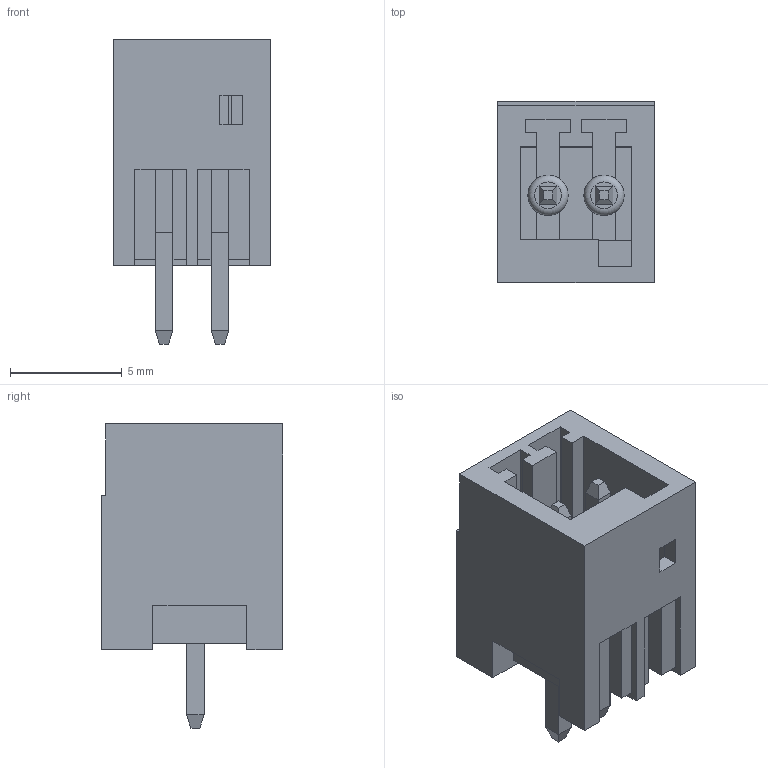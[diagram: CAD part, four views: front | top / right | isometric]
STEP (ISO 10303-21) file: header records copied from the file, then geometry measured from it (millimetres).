
FILE_DESCRIPTION( ( 'Unknown' ), '1' );
FILE_NAME( '691382000002.stp', 'Unknown', ( 'Unknown' ), ( 'Unknown' ), 'PSStep 17.0.49', 'Unknown', ' ' );
FILE_SCHEMA( ( 'AUTOMOTIVE_DESIGN { 1 0 10303 214 1 1 1 1 }' ) );
Length unit declared in the file: millimetre
Products named in the file (3): Assem1; 691382000002; 6913820000xx_PIN
Assembly tree (3 placements, depth 2):
  Assem1
    691382000002
    6913820000xx_PIN  x2
Bounding box: 7 x 8.1 x 13.6 mm (x, y, z)
Volume: 333.3 mm3; surface area: 849.7 mm2
Topology: 3 solids, 3 shells, 154 faces, 411 edges, 266 vertices
Faces by surface type: plane 150, cylinder 2, torus 2
Full cylindrical faces by diameter (mm): 1.8 x2
Entity records: 5487 total; most frequent: CARTESIAN_POINT 769, ORIENTED_EDGE 754, DIRECTION 677, EDGE_CURVE 377, LINE 365, VECTOR 365, VERTEX_POINT 248, AXIS2_PLACEMENT_3D 156
